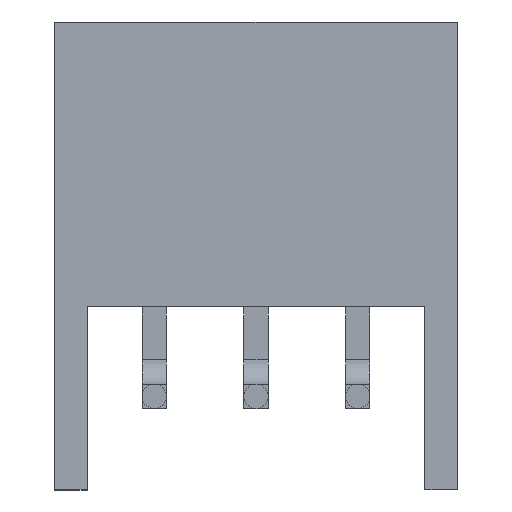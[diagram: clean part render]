
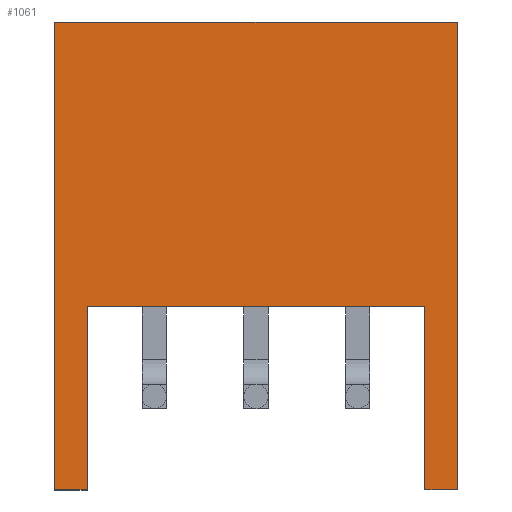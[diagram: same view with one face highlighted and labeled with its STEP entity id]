
A CAD part, front view. The second image highlights one B-rep face of the part: STEP entity #1061.
In plain terms, the highlighted planar face has unit normal (0, -1, 0).
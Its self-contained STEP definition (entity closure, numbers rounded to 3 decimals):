
#146 = CARTESIAN_POINT ( 'NONE',  ( 0.8, 0., -7. ) ) ;
#202 = LINE ( 'NONE', #3767, #1883 ) ;
#238 = EDGE_CURVE ( 'NONE', #2713, #2024, #202, .T. ) ;
#295 = ORIENTED_EDGE ( 'NONE', *, *, #1084, .F. ) ;
#311 = VECTOR ( 'NONE', #2345, 1000. ) ;
#477 = LINE ( 'NONE', #1373, #2940 ) ;
#490 = DIRECTION ( 'NONE',  ( 0., 0., -1. ) ) ;
#512 = VERTEX_POINT ( 'NONE', #2005 ) ;
#603 = LINE ( 'NONE', #2109, #695 ) ;
#623 = CARTESIAN_POINT ( 'NONE',  ( 0., 0., -11.5 ) ) ;
#678 = ORIENTED_EDGE ( 'NONE', *, *, #2170, .F. ) ;
#695 = VECTOR ( 'NONE', #2484, 1000. ) ;
#878 = VECTOR ( 'NONE', #2789, 1000. ) ;
#907 = DIRECTION ( 'NONE',  ( 0., -1., 0. ) ) ;
#972 = CARTESIAN_POINT ( 'NONE',  ( 0.8, 0., -11.5 ) ) ;
#1003 = CARTESIAN_POINT ( 'NONE',  ( 9.1, 0., -11.5 ) ) ;
#1022 = ORIENTED_EDGE ( 'NONE', *, *, #238, .F. ) ;
#1061 = ADVANCED_FACE ( 'NONE', ( #3488 ), #1663, .T. ) ;
#1084 = EDGE_CURVE ( 'NONE', #2325, #2909, #3237, .T. ) ;
#1227 = ORIENTED_EDGE ( 'NONE', *, *, #3401, .F. ) ;
#1236 = AXIS2_PLACEMENT_3D ( 'NONE', #623, #907, #1482 ) ;
#1240 = VERTEX_POINT ( 'NONE', #1416 ) ;
#1341 = LINE ( 'NONE', #1638, #878 ) ;
#1342 = LINE ( 'NONE', #3426, #311 ) ;
#1373 = CARTESIAN_POINT ( 'NONE',  ( 9.9, 0., 0. ) ) ;
#1416 = CARTESIAN_POINT ( 'NONE',  ( 9.9, 0., -11.5 ) ) ;
#1482 = DIRECTION ( 'NONE',  ( 0., 0., -1. ) ) ;
#1491 = ORIENTED_EDGE ( 'NONE', *, *, #1855, .F. ) ;
#1514 = ORIENTED_EDGE ( 'NONE', *, *, #2330, .F. ) ;
#1548 = VERTEX_POINT ( 'NONE', #972 ) ;
#1638 = CARTESIAN_POINT ( 'NONE',  ( 0., 0., -11.5 ) ) ;
#1663 = PLANE ( 'NONE',  #1236 ) ;
#1760 = CARTESIAN_POINT ( 'NONE',  ( 0., 0., 0. ) ) ;
#1815 = CARTESIAN_POINT ( 'NONE',  ( 9.1, 0., -11.5 ) ) ;
#1855 = EDGE_CURVE ( 'NONE', #1548, #512, #1341, .T. ) ;
#1858 = EDGE_LOOP ( 'NONE', ( #1514, #1491, #2183, #1227, #1022, #3454, #678, #295 ) ) ;
#1881 = CARTESIAN_POINT ( 'NONE',  ( 9.9, 0., 0. ) ) ;
#1883 = VECTOR ( 'NONE', #2047, 1000. ) ;
#2005 = CARTESIAN_POINT ( 'NONE',  ( 0., 0., -11.5 ) ) ;
#2024 = VERTEX_POINT ( 'NONE', #2798 ) ;
#2047 = DIRECTION ( 'NONE',  ( 0., 0., 1. ) ) ;
#2109 = CARTESIAN_POINT ( 'NONE',  ( 0., 0., 0. ) ) ;
#2170 = EDGE_CURVE ( 'NONE', #2909, #1240, #477, .T. ) ;
#2183 = ORIENTED_EDGE ( 'NONE', *, *, #2808, .F. ) ;
#2203 = LINE ( 'NONE', #1815, #3516 ) ;
#2325 = VERTEX_POINT ( 'NONE', #3278 ) ;
#2330 = EDGE_CURVE ( 'NONE', #512, #2325, #603, .T. ) ;
#2345 = DIRECTION ( 'NONE',  ( 0., 0., -1. ) ) ;
#2394 = VERTEX_POINT ( 'NONE', #146 ) ;
#2484 = DIRECTION ( 'NONE',  ( 0., 0., 1. ) ) ;
#2492 = LINE ( 'NONE', #3634, #3026 ) ;
#2713 = VERTEX_POINT ( 'NONE', #1003 ) ;
#2789 = DIRECTION ( 'NONE',  ( -1., 0., 0. ) ) ;
#2798 = CARTESIAN_POINT ( 'NONE',  ( 9.1, 0., -7. ) ) ;
#2808 = EDGE_CURVE ( 'NONE', #2394, #1548, #1342, .T. ) ;
#2909 = VERTEX_POINT ( 'NONE', #1881 ) ;
#2940 = VECTOR ( 'NONE', #490, 1000. ) ;
#3026 = VECTOR ( 'NONE', #3595, 1000. ) ;
#3237 = LINE ( 'NONE', #1760, #3731 ) ;
#3278 = CARTESIAN_POINT ( 'NONE',  ( 0., 0., 0. ) ) ;
#3343 = DIRECTION ( 'NONE',  ( -1., 0., 0. ) ) ;
#3401 = EDGE_CURVE ( 'NONE', #2024, #2394, #2492, .T. ) ;
#3423 = EDGE_CURVE ( 'NONE', #1240, #2713, #2203, .T. ) ;
#3426 = CARTESIAN_POINT ( 'NONE',  ( 0.8, 0., -11.5 ) ) ;
#3454 = ORIENTED_EDGE ( 'NONE', *, *, #3423, .F. ) ;
#3488 = FACE_OUTER_BOUND ( 'NONE', #1858, .T. ) ;
#3516 = VECTOR ( 'NONE', #3343, 1000. ) ;
#3595 = DIRECTION ( 'NONE',  ( -1., 0., 0. ) ) ;
#3634 = CARTESIAN_POINT ( 'NONE',  ( 0.8, 0., -7. ) ) ;
#3731 = VECTOR ( 'NONE', #3823, 1000. ) ;
#3767 = CARTESIAN_POINT ( 'NONE',  ( 9.1, 0., -7. ) ) ;
#3823 = DIRECTION ( 'NONE',  ( 1., 0., 0. ) ) ;
